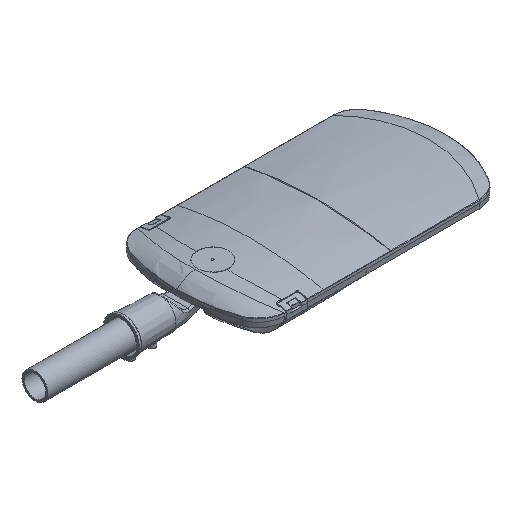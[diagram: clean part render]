
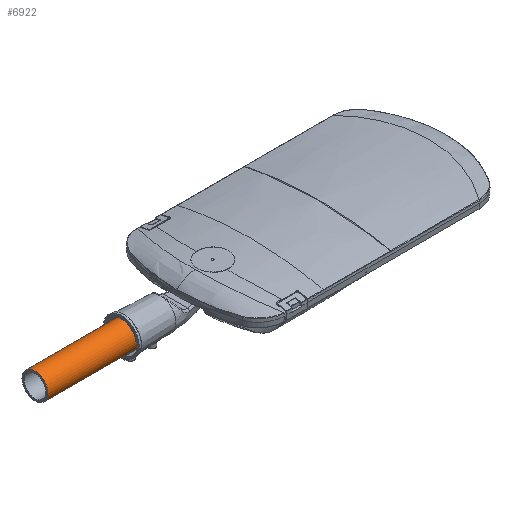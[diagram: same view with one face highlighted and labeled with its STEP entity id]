
A CAD part, isometric view. The second image highlights one B-rep face of the part: STEP entity #6922.
In plain terms, the highlighted cylindrical face has radius 30 mm (diameter 60 mm), a full revolution.
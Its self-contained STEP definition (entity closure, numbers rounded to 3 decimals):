
#1955=CYLINDRICAL_SURFACE('',#29143,30.);
#2795=CIRCLE('',#29137,30.);
#2798=CIRCLE('',#29141,30.);
#3141=FACE_BOUND('',#10535,.T.);
#3142=FACE_BOUND('',#10536,.T.);
#6922=ADVANCED_FACE('',(#3141,#3142),#1955,.T.);
#10535=EDGE_LOOP('',(#18249));
#10536=EDGE_LOOP('',(#18250));
#18249=ORIENTED_EDGE('',*,*,#24551,.F.);
#18250=ORIENTED_EDGE('',*,*,#24548,.T.);
#20691=VERTEX_POINT('',#79682);
#20694=VERTEX_POINT('',#79689);
#24548=EDGE_CURVE('',#20691,#20691,#2795,.T.);
#24551=EDGE_CURVE('',#20694,#20694,#2798,.T.);
#29137=AXIS2_PLACEMENT_3D('',#79681,#34525,#34526);
#29141=AXIS2_PLACEMENT_3D('',#79688,#34533,#34534);
#29143=AXIS2_PLACEMENT_3D('',#79691,#34537,#34538);
#34525=DIRECTION('',(-1.,0.,0.));
#34526=DIRECTION('',(0.,0.,-1.));
#34533=DIRECTION('',(-1.,0.,0.));
#34534=DIRECTION('',(0.,0.,1.));
#34537=DIRECTION('',(-1.,0.,0.));
#34538=DIRECTION('',(0.,0.,1.));
#79681=CARTESIAN_POINT('',(3092.837,2840.587,-25.329));
#79682=CARTESIAN_POINT('',(3092.837,2840.587,-55.329));
#79688=CARTESIAN_POINT('',(2802.837,2840.587,-25.329));
#79689=CARTESIAN_POINT('',(2802.837,2840.587,4.671));
#79691=CARTESIAN_POINT('',(3002.837,2840.587,-25.329));
